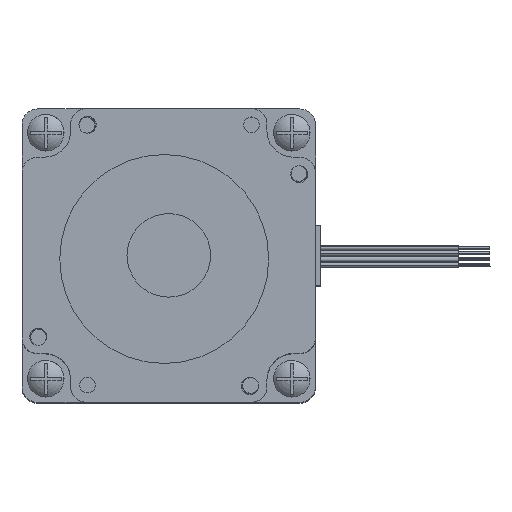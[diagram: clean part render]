
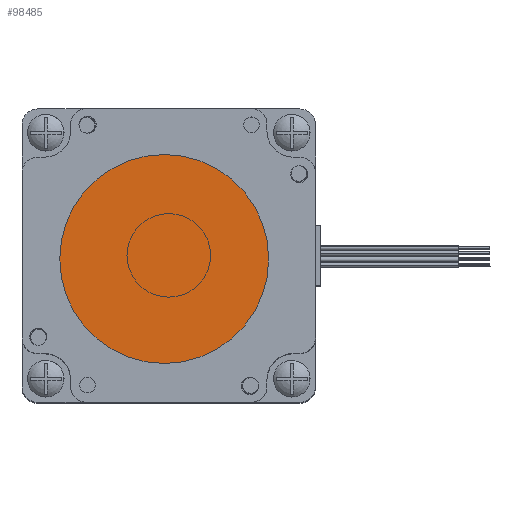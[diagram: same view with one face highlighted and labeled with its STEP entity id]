
A CAD part, top view. The second image highlights one B-rep face of the part: STEP entity #98485.
In plain terms, the highlighted planar face has unit normal (0, 0, 1).
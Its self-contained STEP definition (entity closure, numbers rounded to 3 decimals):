
#1987 = DIRECTION ( 'NONE',  ( -1., 0., 0. ) ) ;
#3404 = AXIS2_PLACEMENT_3D ( 'NONE', #47856, #78212, #1987 ) ;
#3725 = AXIS2_PLACEMENT_3D ( 'NONE', #9528, #32479, #54918 ) ;
#9431 = EDGE_CURVE ( 'NONE', #93281, #66935, #53106, .T. ) ;
#9528 = CARTESIAN_POINT ( 'NONE',  ( 0., 0., 0.05 ) ) ;
#12890 = CARTESIAN_POINT ( 'NONE',  ( 20., 0., 0.05 ) ) ;
#14034 = PLANE ( 'NONE',  #71117 ) ;
#19363 = CIRCLE ( 'NONE', #3404, 20. ) ;
#32479 = DIRECTION ( 'NONE',  ( 0., 0., 1. ) ) ;
#43113 = ORIENTED_EDGE ( 'NONE', *, *, #46649, .T. ) ;
#46649 = EDGE_CURVE ( 'NONE', #66935, #93281, #19363, .T. ) ;
#47856 = CARTESIAN_POINT ( 'NONE',  ( 0., 0., 0.05 ) ) ;
#53106 = CIRCLE ( 'NONE', #3725, 20. ) ;
#54918 = DIRECTION ( 'NONE',  ( -1., 0., 0. ) ) ;
#58420 = DIRECTION ( 'NONE',  ( 0., 0., 1. ) ) ;
#65710 = CARTESIAN_POINT ( 'NONE',  ( -20., 0., 0.05 ) ) ;
#66935 = VERTEX_POINT ( 'NONE', #12890 ) ;
#71117 = AXIS2_PLACEMENT_3D ( 'NONE', #96813, #58420, #74802 ) ;
#74802 = DIRECTION ( 'NONE',  ( 1., 0., 0. ) ) ;
#78212 = DIRECTION ( 'NONE',  ( 0., 0., 1. ) ) ;
#87857 = ORIENTED_EDGE ( 'NONE', *, *, #9431, .T. ) ;
#93281 = VERTEX_POINT ( 'NONE', #65710 ) ;
#96328 = FACE_OUTER_BOUND ( 'NONE', #97090, .T. ) ;
#96813 = CARTESIAN_POINT ( 'NONE',  ( 0., 0., 0.05 ) ) ;
#97090 = EDGE_LOOP ( 'NONE', ( #87857, #43113 ) ) ;
#98485 = ADVANCED_FACE ( 'NONE', ( #96328 ), #14034, .T. ) ;
